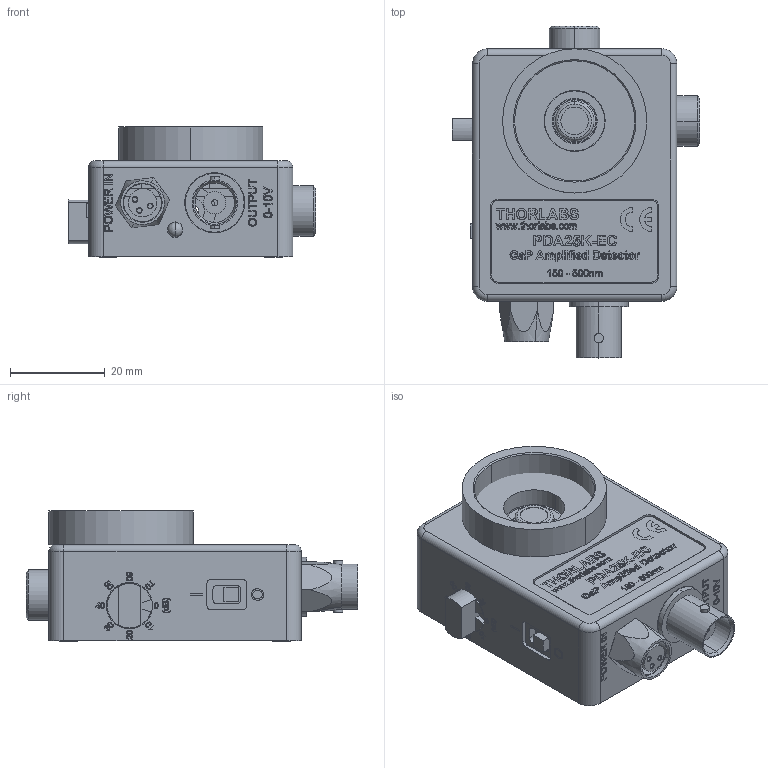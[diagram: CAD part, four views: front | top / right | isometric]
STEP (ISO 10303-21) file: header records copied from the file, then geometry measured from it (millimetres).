
FILE_DESCRIPTION (( 'STEP AP203' ), '1' );
FILE_NAME ('13199-E0W.STEP', '2011-06-29T13:12:00', ( 'Admin' ), ( 'Thorlabs, Inc.' ), 'SwSTEP 2.0', 'SolidWorks 2011', '' );
FILE_SCHEMA (( 'CONFIG_CONTROL_DESIGN' ));
Length unit declared in the file: inch
Products named in the file (1): 13199-E0W
Bounding box: 52.27 x 70.13 x 27.47 mm (x, y, z)
Surface area: 20401.8 mm2 (no closed solid volume)
Topology: 0 solids, 122 shells, 547 faces, 3508 edges, 3061 vertices
Faces by surface type: plane 348, cylinder 94, bspline 69, cone 26, torus 8, sphere 2
Entity records: 51827 total; most frequent: CARTESIAN_POINT 28245, ORIENTED_EDGE 4333, DIRECTION 3587, EDGE_CURVE 3504, VERTEX_POINT 3059, VECTOR 1855, LINE 1855, B_SPLINE_CURVE_WITH_KNOTS 1262
